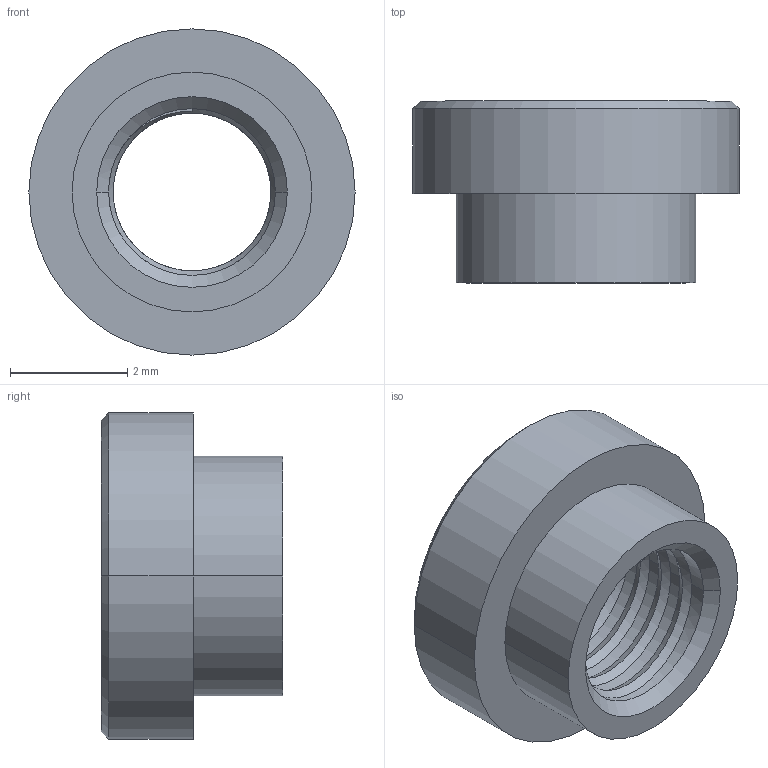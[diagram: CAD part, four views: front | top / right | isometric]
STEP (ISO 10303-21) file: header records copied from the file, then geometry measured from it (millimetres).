
FILE_DESCRIPTION (( 'STEP AP214' ), '1' );
FILE_NAME ('4881.STEP', '2016-09-29T18:16:16', ( '' ), ( '' ), 'SwSTEP 2.0', 'SolidWorks 2013', '' );
FILE_SCHEMA (( 'AUTOMOTIVE_DESIGN' ));
Length unit declared in the file: inch
Products named in the file (1): 4881
Bounding box: 5.56 x 3.1 x 5.56 mm (x, y, z)
Volume: 38.5 mm3; surface area: 108.7 mm2
Topology: 1 solids, 1 shells, 32 faces, 79 edges, 51 vertices
Faces by surface type: cylinder 17, plane 7, cone 6, bspline 2
Entity records: 1464 total; most frequent: CARTESIAN_POINT 716, ORIENTED_EDGE 156, DIRECTION 140, EDGE_CURVE 78, AXIS2_PLACEMENT_3D 55, VERTEX_POINT 49, EDGE_LOOP 35, FACE_OUTER_BOUND 32
